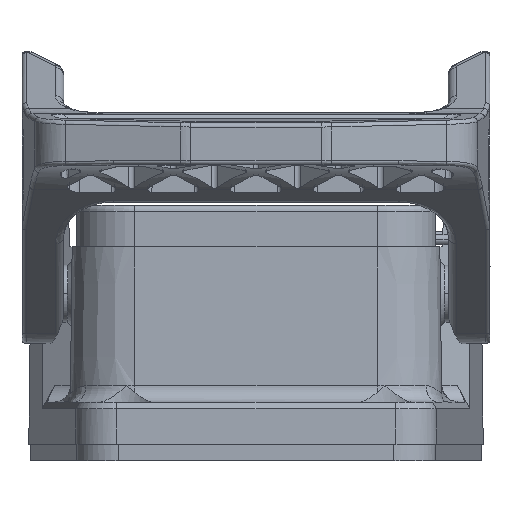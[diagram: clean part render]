
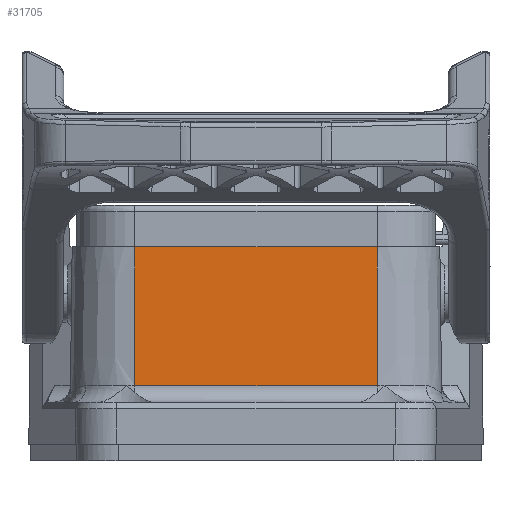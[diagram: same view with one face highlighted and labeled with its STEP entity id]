
A CAD part, front view. The second image highlights one B-rep face of the part: STEP entity #31705.
In plain terms, the highlighted planar face has unit normal (0, -1, 0.012).
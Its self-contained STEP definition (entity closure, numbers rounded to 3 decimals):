
#31685=AXIS2_PLACEMENT_3D('Plane Axis2P3D',#31682,#31683,#31684) ;
#30795=CARTESIAN_POINT('Vertex',(13.5,17.,25.6)) ;
#30798=CARTESIAN_POINT('Line Origine',(28.,17.,25.6)) ;
#30802=CARTESIAN_POINT('Vertex',(42.5,17.,25.6)) ;
#31638=CARTESIAN_POINT('Vertex',(42.5,16.797,8.976)) ;
#31668=CARTESIAN_POINT('Line Origine',(42.5,-30521.806,-2499485.286)) ;
#31682=CARTESIAN_POINT('Axis2P3D Location',(28.,17.,25.6)) ;
#31687=CARTESIAN_POINT('Line Origine',(28.,16.797,8.976)) ;
#31691=CARTESIAN_POINT('Vertex',(13.5,16.797,8.976)) ;
#31694=CARTESIAN_POINT('Line Origine',(13.5,16.898,17.288)) ;
#30799=DIRECTION('Vector Direction',(1.,0.,0.)) ;
#31669=DIRECTION('Vector Direction',(0.,-0.012,-1.)) ;
#31683=DIRECTION('Axis2P3D Direction',(0.,-1.,0.012)) ;
#31684=DIRECTION('Axis2P3D XDirection',(0.,-0.012,-1.)) ;
#31688=DIRECTION('Vector Direction',(-1.,0.,0.)) ;
#31695=DIRECTION('Vector Direction',(0.,0.012,1.)) ;
#30800=VECTOR('Line Direction',#30799,1.) ;
#31670=VECTOR('Line Direction',#31669,1.) ;
#31689=VECTOR('Line Direction',#31688,1.) ;
#31696=VECTOR('Line Direction',#31695,1.) ;
#31700=ORIENTED_EDGE('',*,*,#31693,.F.) ;
#31701=ORIENTED_EDGE('',*,*,#31672,.F.) ;
#31702=ORIENTED_EDGE('',*,*,#30804,.F.) ;
#31703=ORIENTED_EDGE('',*,*,#31698,.F.) ;
#31705=ADVANCED_FACE('HDC_24B_ABU_BP.1',(#31704),#31686,.T.) ;
#30804=EDGE_CURVE('',#30796,#30803,#30801,.T.) ;
#31672=EDGE_CURVE('',#30803,#31639,#31671,.T.) ;
#31693=EDGE_CURVE('',#31639,#31692,#31690,.T.) ;
#31698=EDGE_CURVE('',#31692,#30796,#31697,.T.) ;
#31699=EDGE_LOOP('',(#31700,#31701,#31702,#31703)) ;
#31704=FACE_OUTER_BOUND('',#31699,.T.) ;
#30801=LINE('Line',#30798,#30800) ;
#31671=LINE('Line',#31668,#31670) ;
#31690=LINE('Line',#31687,#31689) ;
#31697=LINE('Line',#31694,#31696) ;
#31686=PLANE('',#31685) ;
#30796=VERTEX_POINT('',#30795) ;
#30803=VERTEX_POINT('',#30802) ;
#31639=VERTEX_POINT('',#31638) ;
#31692=VERTEX_POINT('',#31691) ;
